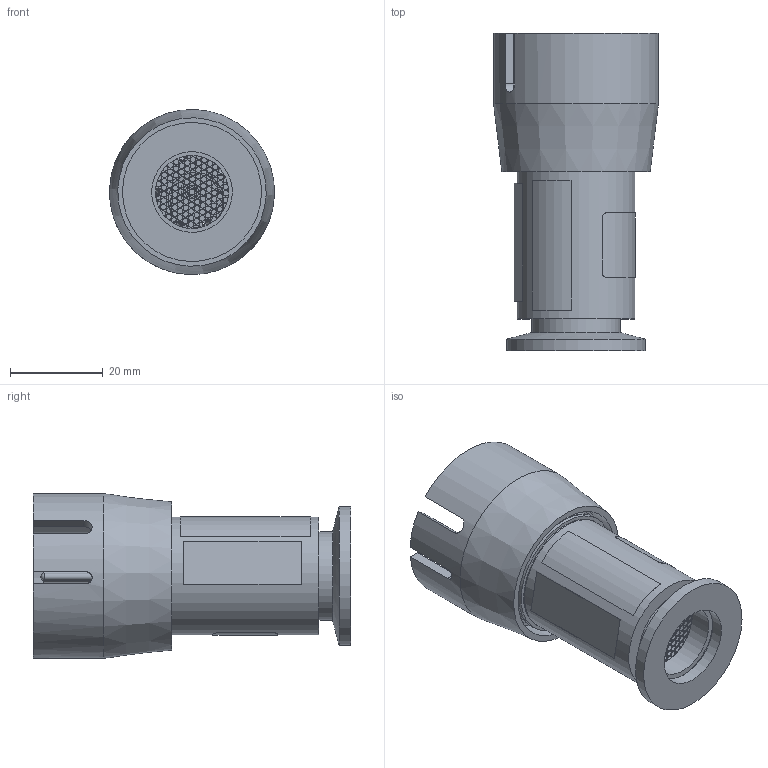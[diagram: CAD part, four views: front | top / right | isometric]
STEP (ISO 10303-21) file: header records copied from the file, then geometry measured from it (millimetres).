
FILE_DESCRIPTION (( 'STEP AP214' ), '1' );
FILE_NAME ('399-761 KF16.STEP', '2018-02-06T21:27:36', ( '' ), ( '' ), 'SwSTEP 2.0', 'SolidWorks 2013', '' );
FILE_SCHEMA (( 'AUTOMOTIVE_DESIGN' ));
Length unit declared in the file: inch
Products named in the file (1): 399-761 KF16
Bounding box: 35.55 x 68.45 x 35.54 mm (x, y, z)
Surface area: 16495.8 mm2 (no closed solid volume)
Topology: 0 solids, 17 shells, 166 faces, 916 edges, 751 vertices
Faces by surface type: cylinder 103, plane 31, bspline 11, torus 10, cone 6, sphere 5
Full cylindrical faces by diameter (mm): 1.194 x62, 1.575 x5, 2.057 x4, 2.845 x1, 15.748 x1, 17.399 x1, 19.05 x1, 19.304 x1, 23.622 x1, 25.4 x2, 27.178 x1, 29.337 x1, 29.972 x1, 31.242 x1, 35.56 x1
Entity records: 11538 total; most frequent: CARTESIAN_POINT 2165, DIRECTION 1596, ORIENTED_EDGE 987, EDGE_CURVE 791, VERTEX_POINT 725, AXIS2_PLACEMENT_3D 700, CIRCLE 544, EDGE_LOOP 525
